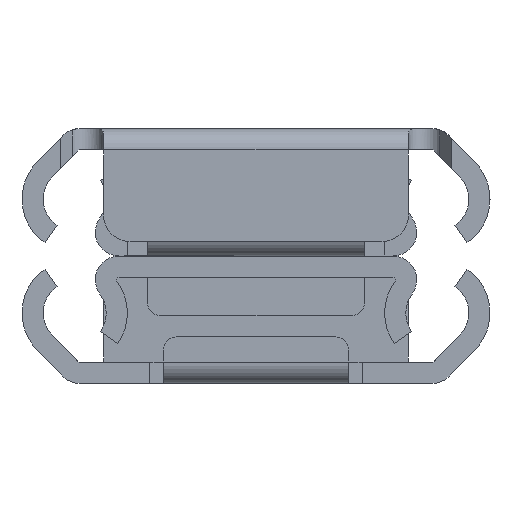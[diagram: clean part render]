
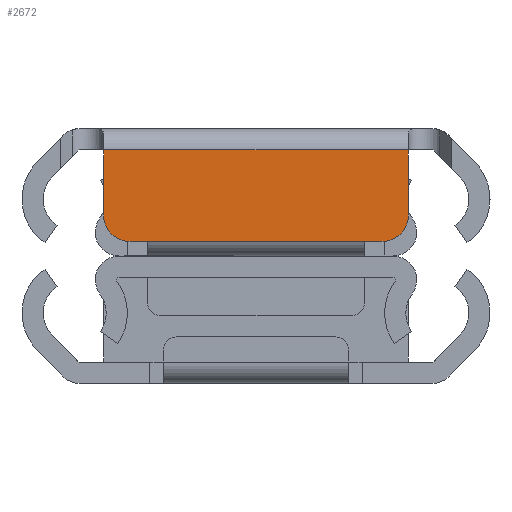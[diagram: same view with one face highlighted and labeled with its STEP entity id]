
A CAD part, left-side view. The second image highlights one B-rep face of the part: STEP entity #2672.
In plain terms, the highlighted face is planar.
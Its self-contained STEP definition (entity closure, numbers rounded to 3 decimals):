
#172 = EDGE_CURVE ( 'NONE', #1826, #501, #4015, .T. ) ;
#173 = CARTESIAN_POINT ( 'NONE',  ( 304.8, 9.5, 6.5 ) ) ;
#181 = VERTEX_POINT ( 'NONE', #2408 ) ;
#253 = VERTEX_POINT ( 'NONE', #381 ) ;
#381 = CARTESIAN_POINT ( 'NONE',  ( 304.8, -11.5, 6.5 ) ) ;
#501 = VERTEX_POINT ( 'NONE', #2985 ) ;
#511 = AXIS2_PLACEMENT_3D ( 'NONE', #173, #1221, #1890 ) ;
#530 = ORIENTED_EDGE ( 'NONE', *, *, #1150, .T. ) ;
#610 = EDGE_CURVE ( 'NONE', #181, #253, #2701, .T. ) ;
#983 = CIRCLE ( 'NONE', #511, 2. ) ;
#1067 = CIRCLE ( 'NONE', #1785, 2. ) ;
#1150 = EDGE_CURVE ( 'NONE', #2396, #2567, #3603, .T. ) ;
#1221 = DIRECTION ( 'NONE',  ( 1., 0., 0. ) ) ;
#1473 = EDGE_CURVE ( 'NONE', #181, #2396, #4060, .T. ) ;
#1535 = EDGE_CURVE ( 'NONE', #2567, #501, #983, .T. ) ;
#1557 = DIRECTION ( 'NONE',  ( 0., 1., 0. ) ) ;
#1717 = CARTESIAN_POINT ( 'NONE',  ( 304.8, 11.5, 1.6 ) ) ;
#1745 = EDGE_LOOP ( 'NONE', ( #3174, #3821, #530, #2774, #2316, #3325 ) ) ;
#1785 = AXIS2_PLACEMENT_3D ( 'NONE', #4048, #1897, #4409 ) ;
#1826 = VERTEX_POINT ( 'NONE', #2292 ) ;
#1828 = DIRECTION ( 'NONE',  ( 0., 0., 1. ) ) ;
#1880 = CARTESIAN_POINT ( 'NONE',  ( 304.8, 11.5, 0. ) ) ;
#1890 = DIRECTION ( 'NONE',  ( 0., 0., -1. ) ) ;
#1897 = DIRECTION ( 'NONE',  ( 1., 0., 0. ) ) ;
#1973 = CARTESIAN_POINT ( 'NONE',  ( 304.8, 11.5, 8.5 ) ) ;
#1988 = AXIS2_PLACEMENT_3D ( 'NONE', #3750, #4478, #2324 ) ;
#2143 = CARTESIAN_POINT ( 'NONE',  ( 304.8, -11.5, 0. ) ) ;
#2292 = CARTESIAN_POINT ( 'NONE',  ( 304.8, -9.5, 8.5 ) ) ;
#2316 = ORIENTED_EDGE ( 'NONE', *, *, #172, .F. ) ;
#2324 = DIRECTION ( 'NONE',  ( 0., 0., -1. ) ) ;
#2396 = VERTEX_POINT ( 'NONE', #1717 ) ;
#2408 = CARTESIAN_POINT ( 'NONE',  ( 304.8, -11.5, 1.6 ) ) ;
#2567 = VERTEX_POINT ( 'NONE', #3276 ) ;
#2672 = ADVANCED_FACE ( 'NONE', ( #3692 ), #4464, .T. ) ;
#2701 = LINE ( 'NONE', #2143, #3543 ) ;
#2774 = ORIENTED_EDGE ( 'NONE', *, *, #1535, .T. ) ;
#2985 = CARTESIAN_POINT ( 'NONE',  ( 304.8, 9.5, 8.5 ) ) ;
#3104 = VECTOR ( 'NONE', #1557, 1000. ) ;
#3167 = VECTOR ( 'NONE', #4126, 1000. ) ;
#3174 = ORIENTED_EDGE ( 'NONE', *, *, #610, .F. ) ;
#3276 = CARTESIAN_POINT ( 'NONE',  ( 304.8, 11.5, 6.5 ) ) ;
#3325 = ORIENTED_EDGE ( 'NONE', *, *, #3983, .T. ) ;
#3543 = VECTOR ( 'NONE', #4288, 1000. ) ;
#3603 = LINE ( 'NONE', #1880, #3716 ) ;
#3628 = CARTESIAN_POINT ( 'NONE',  ( 304.8, 11.5, 1.6 ) ) ;
#3692 = FACE_OUTER_BOUND ( 'NONE', #1745, .T. ) ;
#3716 = VECTOR ( 'NONE', #1828, 1000. ) ;
#3750 = CARTESIAN_POINT ( 'NONE',  ( 304.8, 13.65, 5.3 ) ) ;
#3821 = ORIENTED_EDGE ( 'NONE', *, *, #1473, .T. ) ;
#3983 = EDGE_CURVE ( 'NONE', #1826, #253, #1067, .T. ) ;
#4015 = LINE ( 'NONE', #1973, #3167 ) ;
#4048 = CARTESIAN_POINT ( 'NONE',  ( 304.8, -9.5, 6.5 ) ) ;
#4060 = LINE ( 'NONE', #3628, #3104 ) ;
#4126 = DIRECTION ( 'NONE',  ( 0., 1., 0. ) ) ;
#4288 = DIRECTION ( 'NONE',  ( 0., 0., 1. ) ) ;
#4409 = DIRECTION ( 'NONE',  ( 0., 0., -1. ) ) ;
#4464 = PLANE ( 'NONE',  #1988 ) ;
#4478 = DIRECTION ( 'NONE',  ( 1., 0., 0. ) ) ;
